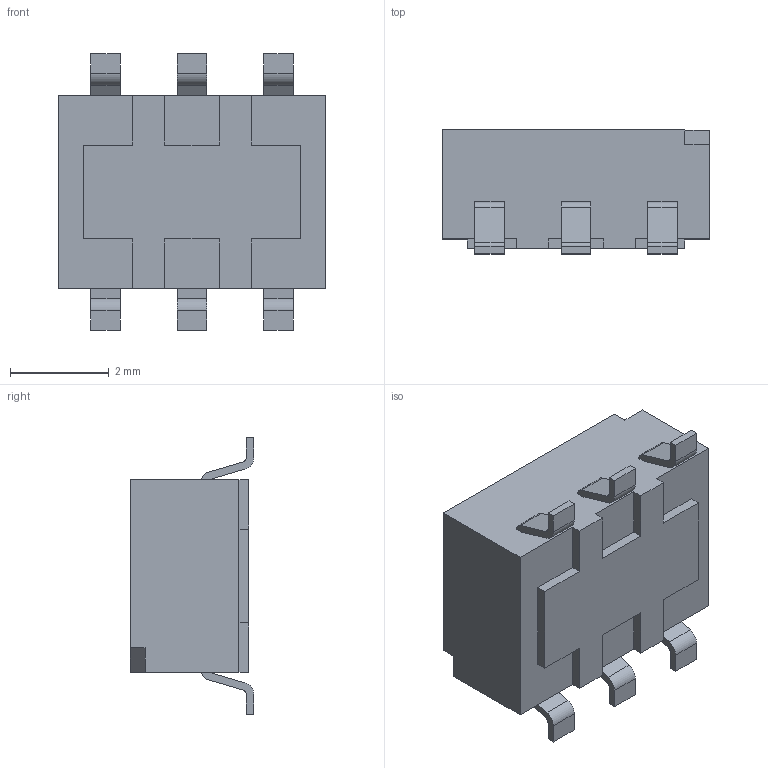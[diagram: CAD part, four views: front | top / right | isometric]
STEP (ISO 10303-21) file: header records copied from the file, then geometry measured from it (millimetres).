
FILE_DESCRIPTION(/* description */ ('STEP AP214'),/* implementation_level */ '2;1');
FILE_NAME(/* name */ 'CAS-D20TB2',/* time_stamp */ '2024-01-24T11:41:39+01:00',/* author */ ('License CC BY-ND 4.0'),/* organization */ ('CADENAS'),/* preprocessor_version */ 'ST-DEVELOPER v19.3',/* originating_system */ 'PARTsolutions',/* authorisation */ ' ');
FILE_SCHEMA (('AUTOMOTIVE_DESIGN {1 0 10303 214 3 1 1}'));
Length unit declared in the file: millimetre
Products named in the file (3): CAS-D20TB2; CAS_c_D2B; Dual_s
Assembly tree (3 placements, depth 2):
  CAS-D20TB2
    CAS_c_D2B
    Dual_s  x2
Bounding box: 5.4 x 2.5 x 5.6 mm (x, y, z)
Volume: 48 mm3; surface area: 109.1 mm2
Topology: 3 solids, 3 shells, 138 faces, 361 edges, 238 vertices
Faces by surface type: plane 103, cylinder 35
Full cylindrical faces by diameter (mm): 0.5 x1
Entity records: 4624 total; most frequent: CARTESIAN_POINT 666, ORIENTED_EDGE 648, DIRECTION 634, EDGE_CURVE 324, LINE 270, VECTOR 270, VERTEX_POINT 214, AXIS2_PLACEMENT_3D 182
